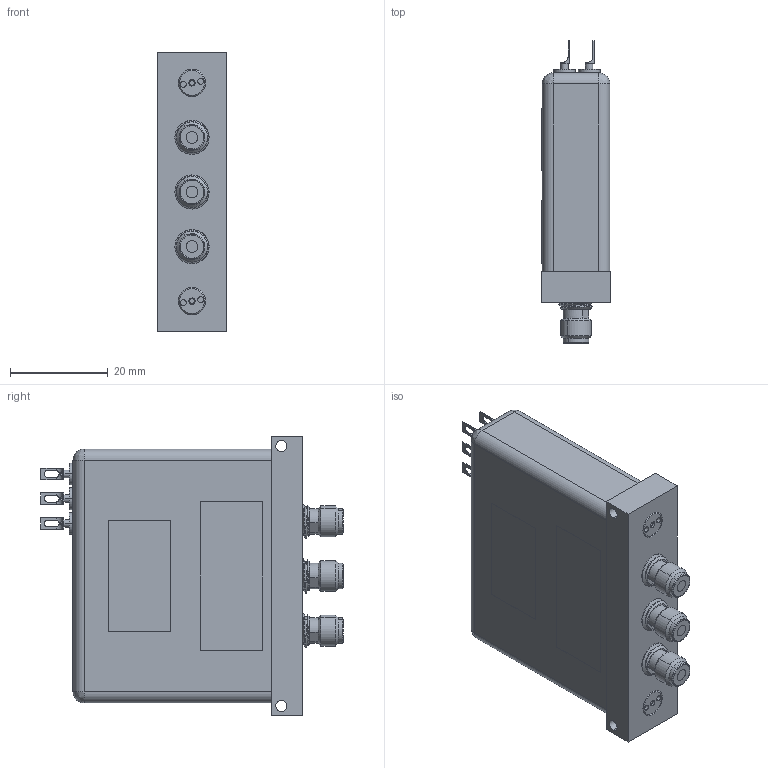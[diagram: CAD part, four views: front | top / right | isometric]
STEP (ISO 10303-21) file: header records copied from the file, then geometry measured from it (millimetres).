
FILE_DESCRIPTION (( 'STEP AP214' ), '1' );
FILE_NAME ('FMSW8016_3D.step', '2023-05-03T22:09:06', ( '' ), ( '' ), 'SwSTEP 2.0', 'SolidWorks 2022', '' );
FILE_SCHEMA (( 'AUTOMOTIVE_DESIGN' ));
Length unit declared in the file: inch
Products named in the file (6): Copy of R040691-e360_-03_2^FMSW8016; Copy of A12L22001-e360_1^FMSW8016; Copy of R12L21003-e360_1^FMSW8016; Copy of A12L61001-E360_-061^FMSW8016; Copy of 50GCONN_2^FMSW8016; FMSW8016_3D
Assembly tree (13 placements, depth 2):
  FMSW8016_3D
    Copy of R12L21003-e360_1^FMSW8016
    Copy of A12L22001-e360_1^FMSW8016  x2
    Copy of R040691-e360_-03_2^FMSW8016  x6
    Copy of A12L61001-E360_-061^FMSW8016
    Copy of 50GCONN_2^FMSW8016  x3
Bounding box: 14.22 x 61.98 x 57.15 mm (x, y, z)
Volume: 10684.3 mm3; surface area: 17458.7 mm2
Topology: 22 solids, 25 shells, 654 faces, 1505 edges, 937 vertices
Faces by surface type: cylinder 271, plane 247, cone 83, bspline 53
Entity records: 8930 total; most frequent: CARTESIAN_POINT 2604, DIRECTION 1334, ORIENTED_EDGE 1184, EDGE_CURVE 592, AXIS2_PLACEMENT_3D 529, VERTEX_POINT 371, EDGE_LOOP 309, VECTOR 276
